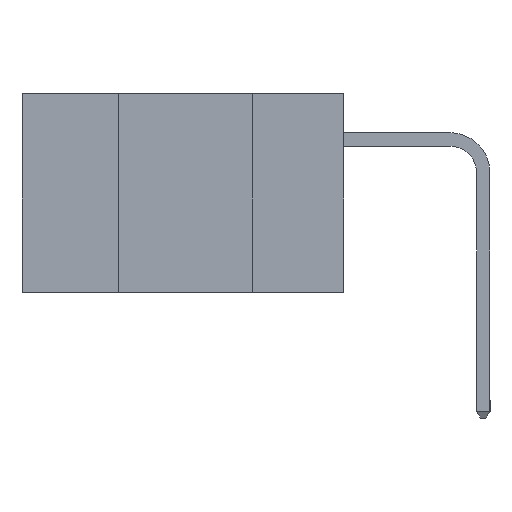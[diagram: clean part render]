
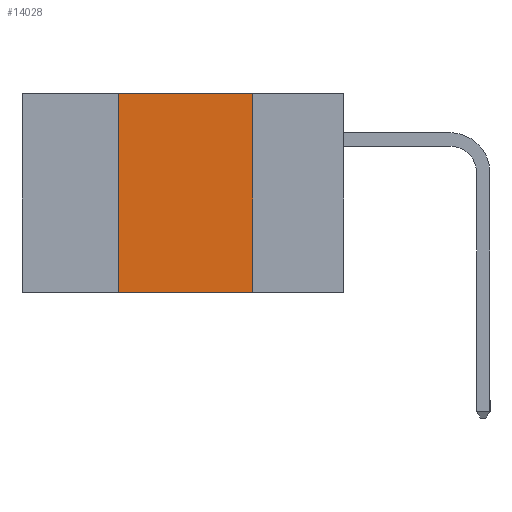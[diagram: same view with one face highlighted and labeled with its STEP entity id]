
A CAD part, left-side view. The second image highlights one B-rep face of the part: STEP entity #14028.
In plain terms, the highlighted planar face has unit normal (-1, 0, 0).
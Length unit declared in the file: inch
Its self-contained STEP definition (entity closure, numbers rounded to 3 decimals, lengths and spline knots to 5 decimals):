
#346 = CARTESIAN_POINT ( 'NONE',  ( 0., 0.42, 0. ) ) ;
#1148 = DIRECTION ( 'NONE',  ( 0., 0., -1. ) ) ;
#1204 = ORIENTED_EDGE ( 'NONE', *, *, #7409, .T. ) ;
#1205 = PLANE ( 'NONE',  #3904 ) ;
#1245 = CARTESIAN_POINT ( 'NONE',  ( 0., 0.6, 0. ) ) ;
#1749 = DIRECTION ( 'NONE',  ( 1., 0., 0. ) ) ;
#1924 = VERTEX_POINT ( 'NONE', #18328 ) ;
#2318 = CARTESIAN_POINT ( 'NONE',  ( 0., 0.42, -0.37 ) ) ;
#3372 = VECTOR ( 'NONE', #18068, 39.37008 ) ;
#3904 = AXIS2_PLACEMENT_3D ( 'NONE', #1245, #1749, #1148 ) ;
#3966 = CARTESIAN_POINT ( 'NONE',  ( 0., 0.6, 0. ) ) ;
#4199 = DIRECTION ( 'NONE',  ( 0., -1., 0. ) ) ;
#4526 = VERTEX_POINT ( 'NONE', #2318 ) ;
#6287 = CARTESIAN_POINT ( 'NONE',  ( 0., 0.17, -0.37 ) ) ;
#7409 = EDGE_CURVE ( 'NONE', #4526, #17604, #15361, .T. ) ;
#7730 = EDGE_LOOP ( 'NONE', ( #15360, #20258, #15941, #1204 ) ) ;
#7938 = DIRECTION ( 'NONE',  ( 0., 0., -1. ) ) ;
#8525 = LINE ( 'NONE', #18132, #3372 ) ;
#8789 = LINE ( 'NONE', #3966, #23567 ) ;
#11514 = CARTESIAN_POINT ( 'NONE',  ( 0., 0.6, -0.37 ) ) ;
#11643 = DIRECTION ( 'NONE',  ( 0., -1., 0. ) ) ;
#12000 = VERTEX_POINT ( 'NONE', #346 ) ;
#12524 = EDGE_CURVE ( 'NONE', #4526, #12000, #8525, .T. ) ;
#13786 = EDGE_CURVE ( 'NONE', #12000, #1924, #8789, .T. ) ;
#14028 = ADVANCED_FACE ( 'NONE', ( #14092 ), #1205, .F. ) ;
#14092 = FACE_OUTER_BOUND ( 'NONE', #7730, .T. ) ;
#15360 = ORIENTED_EDGE ( 'NONE', *, *, #18770, .F. ) ;
#15361 = LINE ( 'NONE', #11514, #22184 ) ;
#15941 = ORIENTED_EDGE ( 'NONE', *, *, #12524, .F. ) ;
#17604 = VERTEX_POINT ( 'NONE', #6287 ) ;
#18068 = DIRECTION ( 'NONE',  ( 0., 0., 1. ) ) ;
#18132 = CARTESIAN_POINT ( 'NONE',  ( 0., 0.42, -0.37 ) ) ;
#18328 = CARTESIAN_POINT ( 'NONE',  ( 0., 0.17, 0. ) ) ;
#18435 = LINE ( 'NONE', #21026, #22693 ) ;
#18770 = EDGE_CURVE ( 'NONE', #1924, #17604, #18435, .T. ) ;
#20258 = ORIENTED_EDGE ( 'NONE', *, *, #13786, .F. ) ;
#21026 = CARTESIAN_POINT ( 'NONE',  ( 0., 0.17, -0.37 ) ) ;
#22184 = VECTOR ( 'NONE', #11643, 39.37008 ) ;
#22693 = VECTOR ( 'NONE', #7938, 39.37008 ) ;
#23567 = VECTOR ( 'NONE', #4199, 39.37008 ) ;
